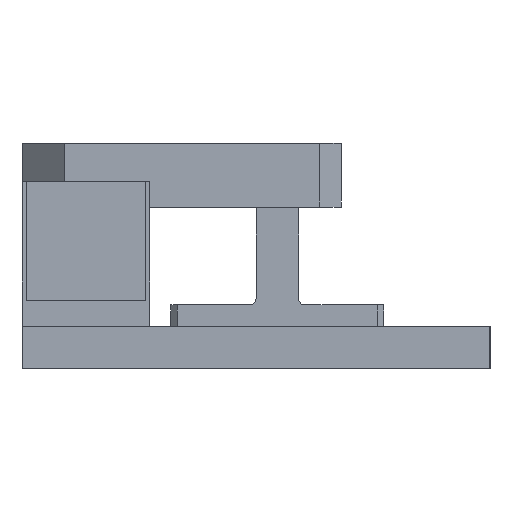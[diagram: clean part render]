
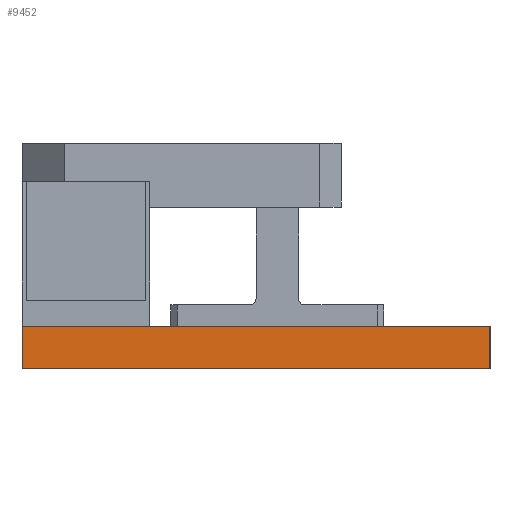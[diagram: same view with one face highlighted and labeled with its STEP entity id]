
A CAD part, left-side view. The second image highlights one B-rep face of the part: STEP entity #9452.
In plain terms, the highlighted planar face has unit normal (-1, 0, 0).
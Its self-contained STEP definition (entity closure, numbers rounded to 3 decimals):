
#814=ORIENTED_EDGE('',*,*,#3182,.F.);
#815=ORIENTED_EDGE('',*,*,#3175,.F.);
#816=ORIENTED_EDGE('',*,*,#3183,.T.);
#817=ORIENTED_EDGE('',*,*,#3180,.T.);
#3175=EDGE_CURVE('',#4397,#4395,#5207,.T.);
#3180=EDGE_CURVE('',#4401,#4400,#5212,.T.);
#3182=EDGE_CURVE('',#4395,#4400,#5214,.T.);
#3183=EDGE_CURVE('',#4397,#4401,#5215,.T.);
#4395=VERTEX_POINT('',#13987);
#4397=VERTEX_POINT('',#13991);
#4400=VERTEX_POINT('',#14001);
#4401=VERTEX_POINT('',#14003);
#5207=LINE('',#13992,#6259);
#5212=LINE('',#14002,#6264);
#5214=LINE('',#14006,#6266);
#5215=LINE('',#14007,#6267);
#6259=VECTOR('',#11426,1000.);
#6264=VECTOR('',#11435,1000.);
#6266=VECTOR('',#11439,1000.);
#6267=VECTOR('',#11440,1000.);
#7397=EDGE_LOOP('',(#814,#815,#816,#817));
#8255=FACE_BOUND('',#7397,.T.);
#8954=PLANE('',#10263);
#9452=ADVANCED_FACE('',(#8255),#8954,.T.);
#10263=AXIS2_PLACEMENT_3D('',#14005,#11437,#11438);
#11426=DIRECTION('',(0.,0.,1.));
#11435=DIRECTION('',(0.,0.,1.));
#11437=DIRECTION('',(-1.,0.,0.));
#11438=DIRECTION('',(0.,0.,1.));
#11439=DIRECTION('',(0.,-1.,0.));
#11440=DIRECTION('',(0.,-1.,0.));
#13987=CARTESIAN_POINT('',(-133.79,15.,0.));
#13991=CARTESIAN_POINT('',(-133.79,15.,-10.));
#13992=CARTESIAN_POINT('',(-133.79,15.,-10.));
#14001=CARTESIAN_POINT('',(-133.79,-95.,0.));
#14002=CARTESIAN_POINT('',(-133.79,-95.,-10.));
#14003=CARTESIAN_POINT('',(-133.79,-95.,-10.));
#14005=CARTESIAN_POINT('',(-133.79,-40.,-10.));
#14006=CARTESIAN_POINT('',(-133.79,-40.,0.));
#14007=CARTESIAN_POINT('',(-133.79,-40.,-10.));
